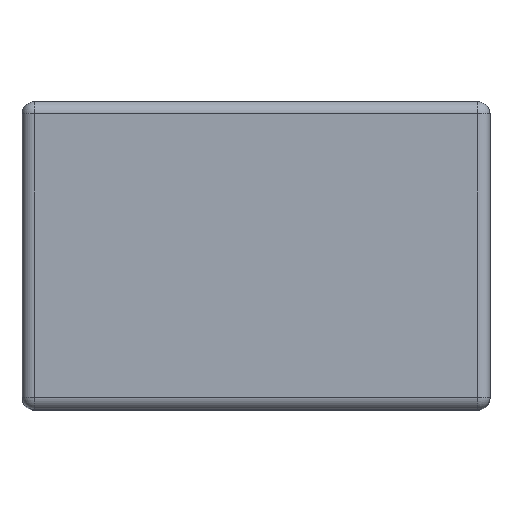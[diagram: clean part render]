
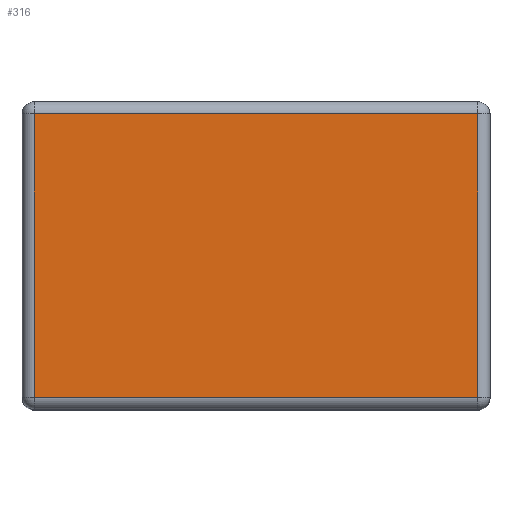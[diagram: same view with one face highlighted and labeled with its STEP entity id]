
A CAD part, top view. The second image highlights one B-rep face of the part: STEP entity #316.
In plain terms, the highlighted planar face has unit normal (0, 0, 1).
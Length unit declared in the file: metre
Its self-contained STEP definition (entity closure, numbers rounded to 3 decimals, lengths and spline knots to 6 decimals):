
#62=ORIENTED_EDGE('',*,*,#142,.T.);
#63=ORIENTED_EDGE('',*,*,#143,.T.);
#64=ORIENTED_EDGE('',*,*,#144,.T.);
#65=ORIENTED_EDGE('',*,*,#145,.T.);
#142=EDGE_CURVE('',#182,#183,#206,.F.);
#143=EDGE_CURVE('',#183,#184,#207,.F.);
#144=EDGE_CURVE('',#184,#185,#208,.T.);
#145=EDGE_CURVE('',#185,#182,#209,.T.);
#182=VERTEX_POINT('',#668);
#183=VERTEX_POINT('',#669);
#184=VERTEX_POINT('',#671);
#185=VERTEX_POINT('',#673);
#206=LINE('',#667,#226);
#207=LINE('',#670,#227);
#208=LINE('',#672,#228);
#209=LINE('',#674,#229);
#226=VECTOR('',#551,1.);
#227=VECTOR('',#552,1.);
#228=VECTOR('',#553,1.);
#229=VECTOR('',#554,1.);
#234=EDGE_LOOP('',(#62,#63,#64,#65));
#260=FACE_BOUND('',#234,.T.);
#286=PLANE('',#485);
#316=ADVANCED_FACE('',(#260),#286,.T.);
#485=AXIS2_PLACEMENT_3D('',#666,#549,#550);
#549=DIRECTION('',(0.,0.,1.));
#550=DIRECTION('',(1.,0.,0.));
#551=DIRECTION('',(-1.,0.,0.));
#552=DIRECTION('',(0.,-1.,0.));
#553=DIRECTION('',(-1.,0.,0.));
#554=DIRECTION('',(0.,-1.,0.));
#666=CARTESIAN_POINT('',(0.,0.,0.008));
#667=CARTESIAN_POINT('',(0.,-0.0023,0.008));
#668=CARTESIAN_POINT('',(-0.0036,-0.0023,0.008));
#669=CARTESIAN_POINT('',(0.0036,-0.0023,0.008));
#670=CARTESIAN_POINT('',(0.0036,0.,0.008));
#671=CARTESIAN_POINT('',(0.0036,0.0023,0.008));
#672=CARTESIAN_POINT('',(-0.0038,0.0023,0.008));
#673=CARTESIAN_POINT('',(-0.0036,0.0023,0.008));
#674=CARTESIAN_POINT('',(-0.0036,-0.0025,0.008));
